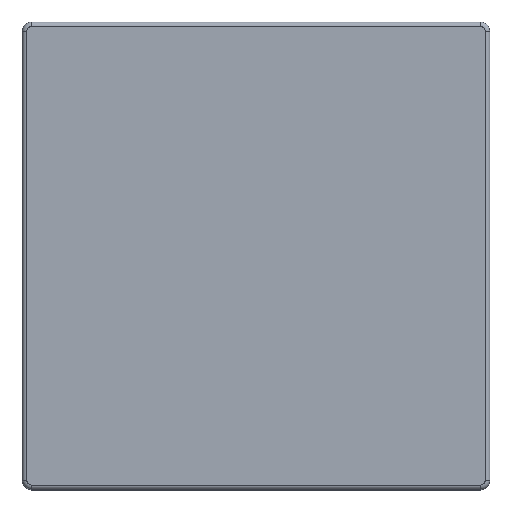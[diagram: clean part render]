
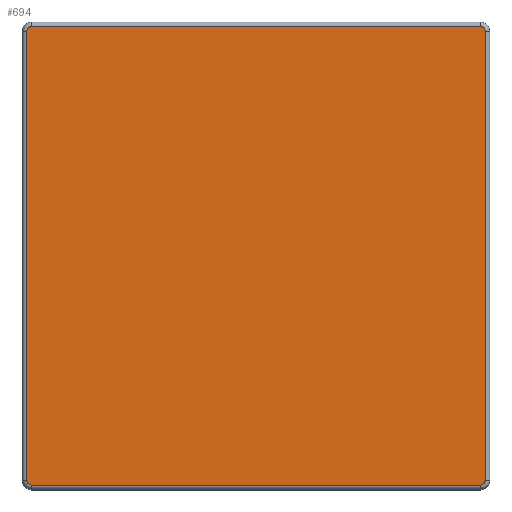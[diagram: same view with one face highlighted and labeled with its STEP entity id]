
A CAD part, top view. The second image highlights one B-rep face of the part: STEP entity #694.
In plain terms, the highlighted planar face has unit normal (0, 0, 1).
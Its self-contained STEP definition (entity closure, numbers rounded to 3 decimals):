
#30=DIRECTION('',(1.,0.,0.));
#80=VECTOR('',#81,1.);
#81=DIRECTION('',(0.,-1.,0.));
#96=VECTOR('',#97,1.);
#97=DIRECTION('',(-1.,0.,0.));
#111=VECTOR('',#112,1.);
#112=DIRECTION('',(0.,1.,0.));
#126=VECTOR('',#30,1.);
#192=DIRECTION('',(0.,0.,-1.));
#193=DIRECTION('',(-1.,0.,0.));
#229=DIRECTION('',(0.,1.,0.));
#248=DIRECTION('',(1.,0.,0.));
#295=DIRECTION('',(-1.,0.,0.));
#312=DIRECTION('',(0.,-1.,0.));
#448=VERTEX_POINT('',#449);
#449=CARTESIAN_POINT('',(47.76,4.08,24.1));
#455=ORIENTED_EDGE('',*,*,#456,.T.);
#456=EDGE_CURVE('',#448,#457,#459,.T.);
#457=VERTEX_POINT('',#458);
#458=CARTESIAN_POINT('',(47.76,-44.72,24.1));
#459=LINE('',#449,#80);
#473=VERTEX_POINT('',#474);
#474=CARTESIAN_POINT('',(47.26,4.58,24.1));
#479=EDGE_CURVE('',#473,#448,#480,.T.);
#480=CIRCLE('',#481,0.5);
#481=AXIS2_PLACEMENT_3D('',#482,#192,#229);
#482=CARTESIAN_POINT('',(47.26,4.08,24.1));
#491=VERTEX_POINT('',#492);
#492=CARTESIAN_POINT('',(47.26,-45.22,24.1));
#498=EDGE_CURVE('',#457,#491,#499,.T.);
#499=CIRCLE('',#500,0.5);
#500=AXIS2_PLACEMENT_3D('',#501,#192,#248);
#501=CARTESIAN_POINT('',(47.26,-44.72,24.1));
#509=VERTEX_POINT('',#510);
#510=CARTESIAN_POINT('',(-1.54,4.58,24.1));
#514=ORIENTED_EDGE('',*,*,#515,.T.);
#515=EDGE_CURVE('',#509,#473,#516,.T.);
#516=LINE('',#510,#126);
#522=ORIENTED_EDGE('',*,*,#523,.T.);
#523=EDGE_CURVE('',#491,#524,#526,.T.);
#524=VERTEX_POINT('',#525);
#525=CARTESIAN_POINT('',(-1.54,-45.22,24.1));
#526=LINE('',#492,#96);
#540=VERTEX_POINT('',#541);
#541=CARTESIAN_POINT('',(-2.04,4.08,24.1));
#548=EDGE_CURVE('',#540,#509,#549,.T.);
#549=CIRCLE('',#550,0.5);
#550=AXIS2_PLACEMENT_3D('',#551,#192,#295);
#551=CARTESIAN_POINT('',(-1.54,4.08,24.1));
#560=VERTEX_POINT('',#561);
#561=CARTESIAN_POINT('',(-2.04,-44.72,24.1));
#568=EDGE_CURVE('',#524,#560,#569,.T.);
#569=CIRCLE('',#570,0.5);
#570=AXIS2_PLACEMENT_3D('',#571,#192,#312);
#571=CARTESIAN_POINT('',(-1.54,-44.72,24.1));
#577=ORIENTED_EDGE('',*,*,#578,.T.);
#578=EDGE_CURVE('',#560,#540,#579,.T.);
#579=LINE('',#561,#111);
#694=ADVANCED_FACE('',(#695),#701,.F.);
#695=FACE_BOUND('',#696,.F.);
#696=EDGE_LOOP('',(#514,#697,#455,#698,#522,#699,#577,#700));
#697=ORIENTED_EDGE('',*,*,#479,.T.);
#698=ORIENTED_EDGE('',*,*,#498,.T.);
#699=ORIENTED_EDGE('',*,*,#568,.T.);
#700=ORIENTED_EDGE('',*,*,#548,.T.);
#701=PLANE('',#702);
#702=AXIS2_PLACEMENT_3D('',#703,#192,#193);
#703=CARTESIAN_POINT('',(22.86,-20.32,24.1));
